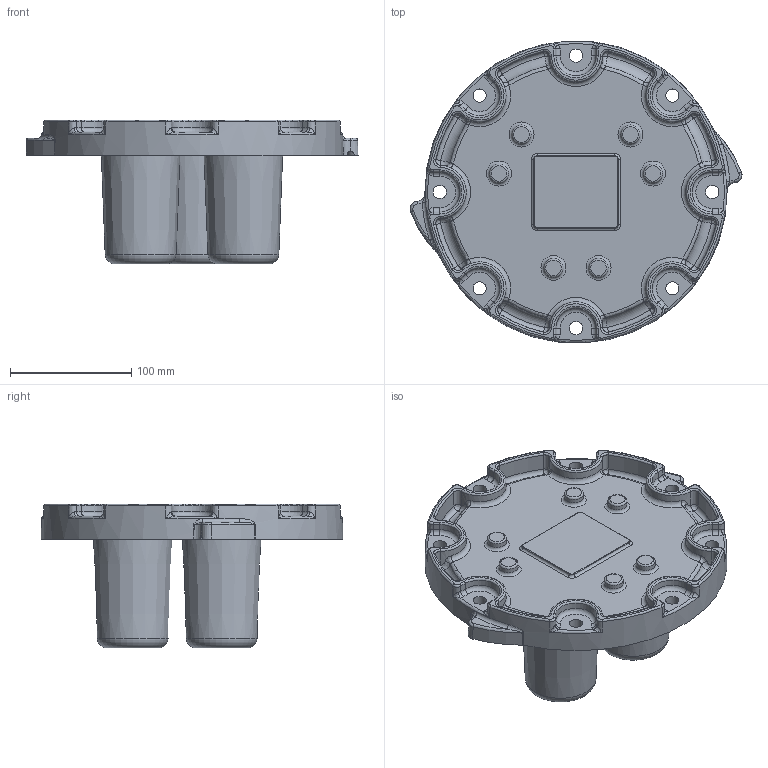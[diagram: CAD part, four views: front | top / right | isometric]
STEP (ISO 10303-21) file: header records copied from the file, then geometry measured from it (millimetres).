
FILE_DESCRIPTION(/* description */ ('Ex Insulated End Cover SS'),/* implementation_level */ '2;1');
FILE_NAME(/* name */ 'RS1001SS_SLD Ex Insulated End Cover SS.stp',/* time_stamp */ '2022-09-09T19:39:55+10:00',/* author */ ('a.tao491'),/* organization */ (''),/* preprocessor_version */ 'ST-DEVELOPER v16.5',/* originating_system */ 'Autodesk Inventor 2017',/* authorisation */ '');
FILE_SCHEMA (('AUTOMOTIVE_DESIGN { 1 0 10303 214 3 1 1 }'));
Length unit declared in the file: millimetre
Products named in the file (3): RS1001SS_SLD; end-cover; 3001_SLD
Assembly tree (4 placements, depth 2):
  RS1001SS_SLD
    end-cover
    3001_SLD  x3
Bounding box: 274.38 x 249.55 x 119 mm (x, y, z)
Volume: 1731162.9 mm3; surface area: 210438.6 mm2
Topology: 4 solids, 4 shells, 401 faces, 931 edges, 530 vertices
Faces by surface type: torus 159, bspline 78, cone 66, cylinder 56, plane 42
Full cylindrical faces by diameter (mm): 11 x8, 15.7 x6
Entity records: 13849 total; most frequent: CARTESIAN_POINT 5131, DIRECTION 1918, ORIENTED_EDGE 1734, AXIS2_PLACEMENT_3D 877, EDGE_CURVE 867, CIRCLE 549, VERTEX_POINT 515, EDGE_LOOP 446
